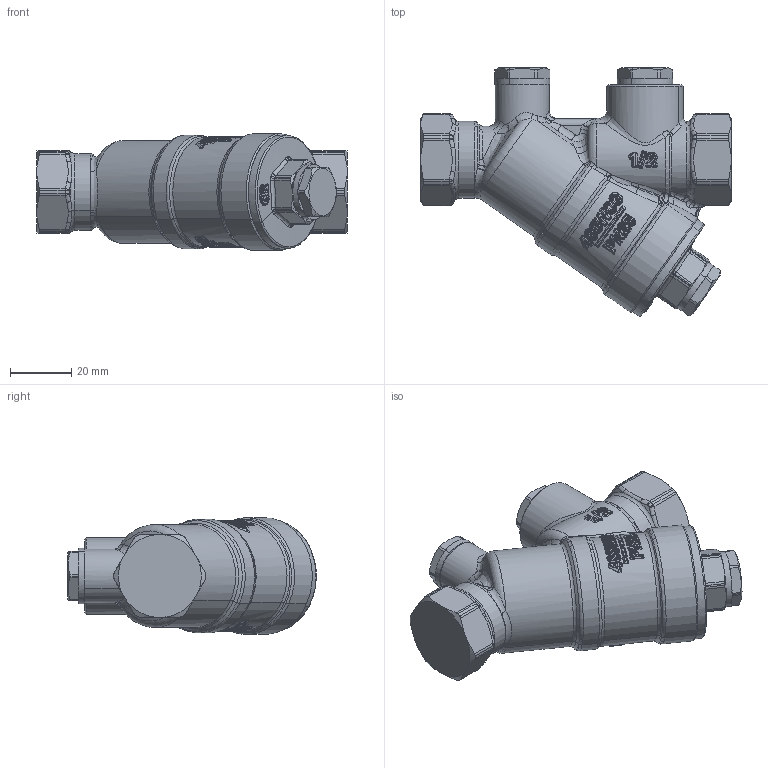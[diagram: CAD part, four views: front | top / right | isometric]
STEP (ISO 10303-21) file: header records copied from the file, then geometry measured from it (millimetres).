
FILE_DESCRIPTION(('CATIA V5 STEP Exchange'),'2;1');
FILE_NAME('STEP_125141_-_TST.stp','2018-12-14T07:36:15+00:00',('none'),('none'),'CATIA Version 5-6 Release 2016 SP4','CATIA V5 STEP AP203','none');
FILE_SCHEMA(('CONFIG_CONTROL_DESIGN'));
Products named in the file (1): 125141 - TST
Bounding box: 101 x 80.97 x 37.98 mm (x, y, z)
Volume: 118194.5 mm3; surface area: 20315.2 mm2
Topology: 1 solids, 5 shells, 2204 faces, 5118 edges, 2733 vertices
Faces by surface type: bspline 1362, cylinder 351, sphere 184, plane 146, cone 82, torus 79
Entity records: 140540 total; most frequent: CARTESIAN_POINT 104757, ORIENTED_EDGE 9790, EDGE_CURVE 4895, B_SPLINE_CURVE_WITH_KNOTS 3515, VERTEX_POINT 2733, DIRECTION 2680, EDGE_LOOP 2244, ADVANCED_FACE 2204
